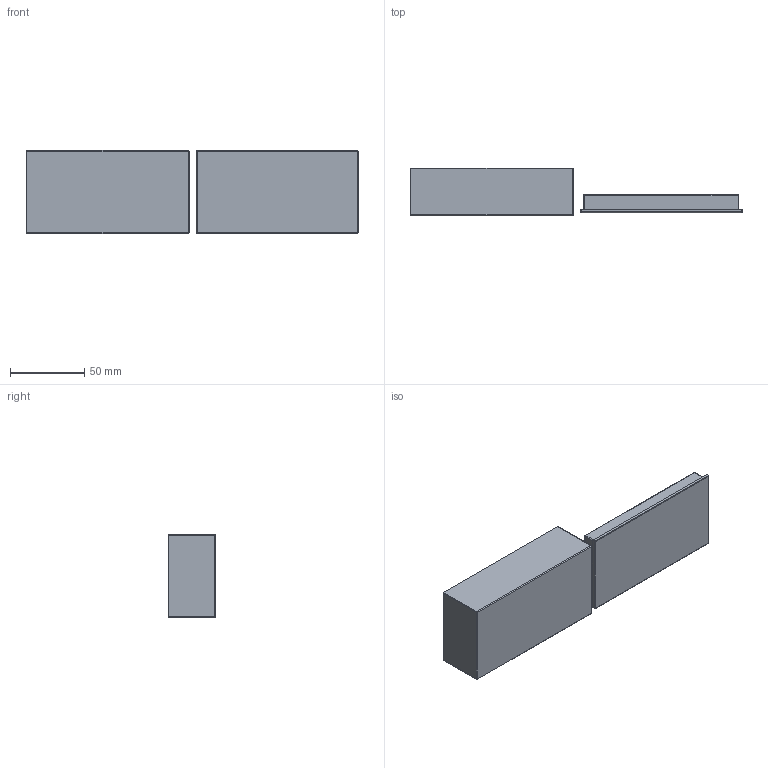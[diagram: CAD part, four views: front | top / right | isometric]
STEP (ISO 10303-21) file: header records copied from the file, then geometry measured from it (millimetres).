
FILE_DESCRIPTION(/* description */ (''),/* implementation_level */ '2;1');
FILE_NAME(/* name */ 'Alt Box v1.step',/* time_stamp */ '2017-04-16T17:17:07-04:00',/* author */ (''),/* organization */ (''),/* preprocessor_version */ 'ST-DEVELOPER v16.5',/* originating_system */ 'Autodesk Translation Framework v5.2.0.2920',/* authorisation */ '');
FILE_SCHEMA (('AUTOMOTIVE_DESIGN { 1 0 10303 214 3 1 1 }'));
Length unit declared in the file: millimetre
Products named in the file (1): Alt Box v1
Bounding box: 224 x 32 x 56 mm (x, y, z)
Volume: 47424.9 mm3; surface area: 49117.7 mm2
Topology: 2 solids, 2 shells, 120 faces, 273 edges, 160 vertices
Faces by surface type: cylinder 51, plane 39, torus 18, sphere 12
Full cylindrical faces by diameter (mm): 5 x2, 8 x1
Entity records: 3329 total; most frequent: DIRECTION 626, CARTESIAN_POINT 545, ORIENTED_EDGE 528, EDGE_CURVE 264, AXIS2_PLACEMENT_3D 241, VERTEX_POINT 160, LINE 144, VECTOR 144
